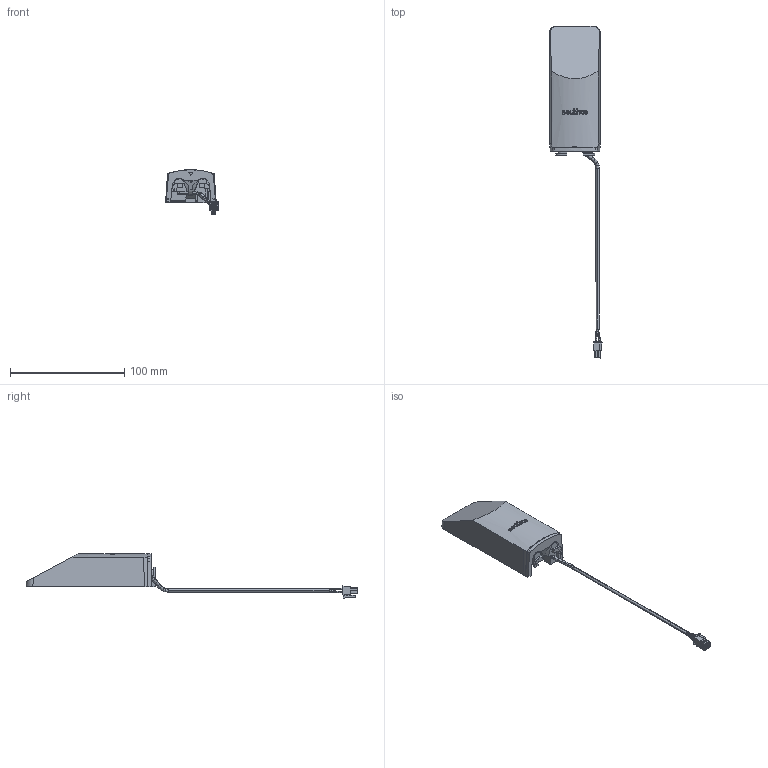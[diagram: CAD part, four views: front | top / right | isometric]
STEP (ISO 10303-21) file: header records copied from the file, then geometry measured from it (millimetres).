
FILE_DESCRIPTION (( 'STEP AP214' ), '1' );
FILE_NAME ('Southco-EA-P5-30800.STEP', '2023-05-26T10:19:40', ( '' ), ( '' ), 'SwSTEP 2.0', 'SolidWorks 2022', '' );
FILE_SCHEMA (( 'AUTOMOTIVE_DESIGN' ));
Length unit declared in the file: millimetre
Products named in the file (10): EA-P5-30800.sldasm-Part-6; Southco-EA-P5-30800; EA-P5-30800.sldasm-Part-3; EA-P5-30800.sldasm-Part-5; EA-P5-30800.sldasm-Part-1; EA-P5-30800.sldasm-Part-4; EA-P5-30800.sldasm-Part-8; EA-P5-30800.sldasm-Part-7; EA-P5-30800.sldasm-Part-2; EA-P5-30800.sldasm-Part-9
Assembly tree (9 placements, depth 2):
  Southco-EA-P5-30800
    EA-P5-30800.sldasm-Part-1
    EA-P5-30800.sldasm-Part-2
    EA-P5-30800.sldasm-Part-3
    EA-P5-30800.sldasm-Part-4
    EA-P5-30800.sldasm-Part-5
    EA-P5-30800.sldasm-Part-6
    EA-P5-30800.sldasm-Part-7
    EA-P5-30800.sldasm-Part-8
    EA-P5-30800.sldasm-Part-9
Bounding box: 46.37 x 290.72 x 39.01 mm (x, y, z)
Volume: 42766.7 mm3; surface area: 39158.5 mm2
Topology: 9 solids, 11 shells, 973 faces, 2520 edges, 1583 vertices
Faces by surface type: plane 404, cylinder 228, bspline 190, torus 109, cone 24, sphere 18
Entity records: 37105 total; most frequent: CARTESIAN_POINT 14454, ORIENTED_EDGE 5030, DIRECTION 4050, EDGE_CURVE 2515, VERTEX_POINT 1583, AXIS2_PLACEMENT_3D 1392, LINE 1266, VECTOR 1266
